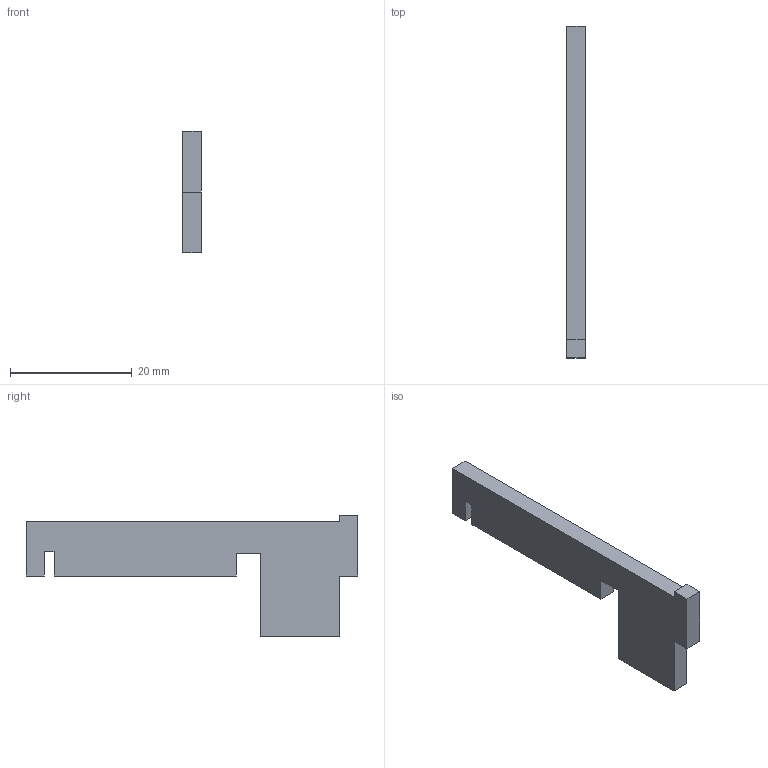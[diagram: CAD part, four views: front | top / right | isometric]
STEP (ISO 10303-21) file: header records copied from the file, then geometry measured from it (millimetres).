
FILE_DESCRIPTION(/* description */ (''),/* implementation_level */ '2;1');
FILE_NAME(/* name */ 'PCB_Bracket4.step',/* time_stamp */ '2021-09-23T21:57:36+02:00',/* author */ (''),/* organization */ (''),/* preprocessor_version */ 'ST-DEVELOPER v18.1',/* originating_system */ 'Autodesk Translation Framework v10.10.0.1391',/* authorisation */ '');
FILE_SCHEMA (('AUTOMOTIVE_DESIGN { 1 0 10303 214 3 1 1 }'));
Length unit declared in the file: millimetre
Products named in the file (1): PCB_Bracket4
Bounding box: 3 x 54.6 x 20 mm (x, y, z)
Volume: 1809.4 mm3; surface area: 1700.2 mm2
Topology: 1 solids, 1 shells, 19 faces, 50 edges, 33 vertices
Faces by surface type: plane 19
Entity records: 616 total; most frequent: CARTESIAN_POINT 103, ORIENTED_EDGE 100, DIRECTION 90, LINE 50, VECTOR 50, EDGE_CURVE 50, VERTEX_POINT 33, AXIS2_PLACEMENT_3D 20
